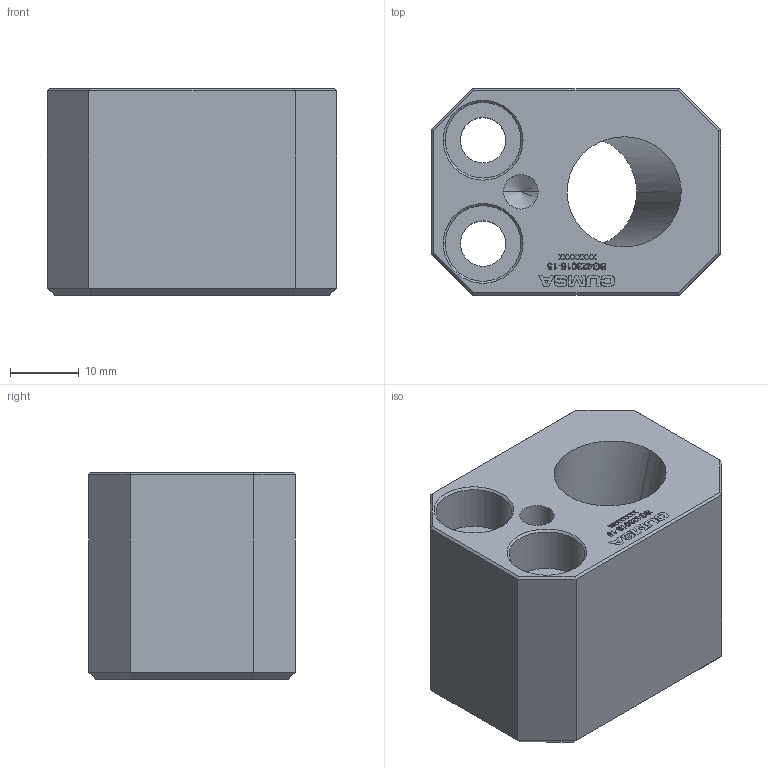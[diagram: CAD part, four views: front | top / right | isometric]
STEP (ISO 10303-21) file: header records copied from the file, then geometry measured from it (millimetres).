
FILE_DESCRIPTION (( 'STEP AP214' ), '1' );
FILE_NAME ('BG423016-15.STEP', '2018-03-09T10:04:35', ( '' ), ( '' ), 'SwSTEP 2.0', 'SolidWorks 2017', '' );
FILE_SCHEMA (( 'AUTOMOTIVE_DESIGN' ));
Length unit declared in the file: millimetre
Products named in the file (1): BG423016-15
Bounding box: 42 x 30 x 30 mm (x, y, z)
Volume: 25849.8 mm3; surface area: 8767.6 mm2
Topology: 1 solids, 1 shells, 433 faces, 1175 edges, 775 vertices
Faces by surface type: plane 261, bspline 152, cylinder 14, cone 6
Entity records: 24459 total; most frequent: CARTESIAN_POINT 10392, ORIENTED_EDGE 2346, DIRECTION 1455, EDGE_CURVE 1173, LINE 835, VECTOR 835, VERTEX_POINT 775, EDGE_LOOP 472
